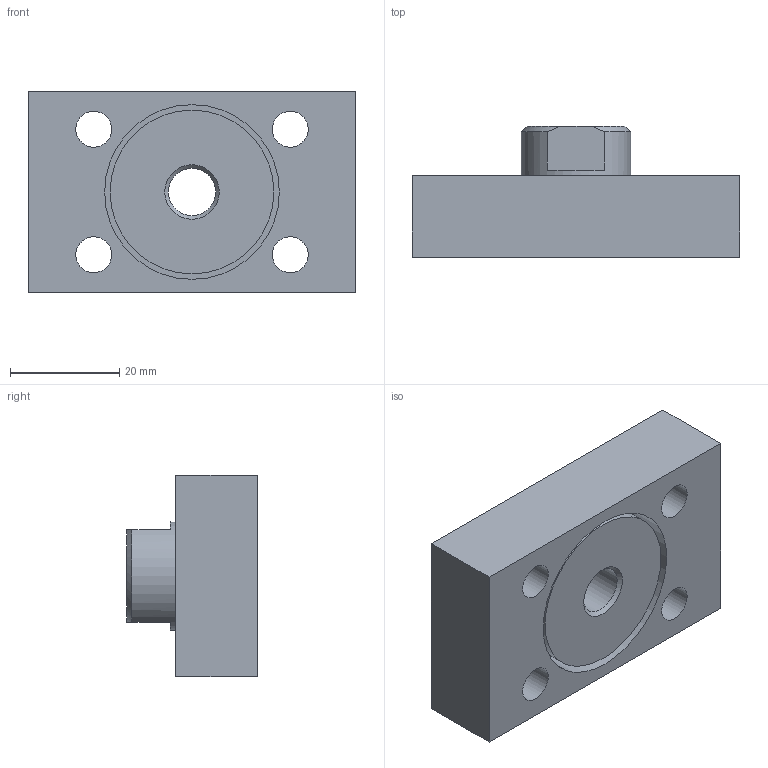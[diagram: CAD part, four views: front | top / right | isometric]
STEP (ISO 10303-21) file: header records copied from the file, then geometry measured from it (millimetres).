
FILE_DESCRIPTION(/* description */ ('STEP AP214'),/* implementation_level */ '2;1');
FILE_NAME(/* name */ '32963_KSG-M10X125',/* time_stamp */ '2024-08-21T13:21:53+02:00',/* author */ ('License CC BY-ND 4.0'),/* organization */ ('CADENAS'),/* preprocessor_version */ 'ST-DEVELOPER v19.3',/* originating_system */ 'PARTsolutions',/* authorisation */ ' ');
FILE_SCHEMA (('AUTOMOTIVE_DESIGN {1 0 10303 214 3 1 1}'));
Length unit declared in the file: millimetre
Products named in the file (1): 32963 KSG-M10x1.25
Bounding box: 60 x 24 x 37 mm (x, y, z)
Volume: 29272.2 mm3; surface area: 12098 mm2
Topology: 1 solids, 1 shells, 35 faces, 73 edges, 48 vertices
Faces by surface type: plane 18, cylinder 13, cone 4
Full cylindrical faces by diameter (mm): 6.6 x4, 8.647 x1, 11 x4, 20 x1, 22 x1, 30 x1, 32 x1
Entity records: 914 total; most frequent: DIRECTION 158, CARTESIAN_POINT 152, ORIENTED_EDGE 114, AXIS2_PLACEMENT_3D 69, EDGE_LOOP 68, FACE_BOUND 68, EDGE_CURVE 57, VERTEX_POINT 47
